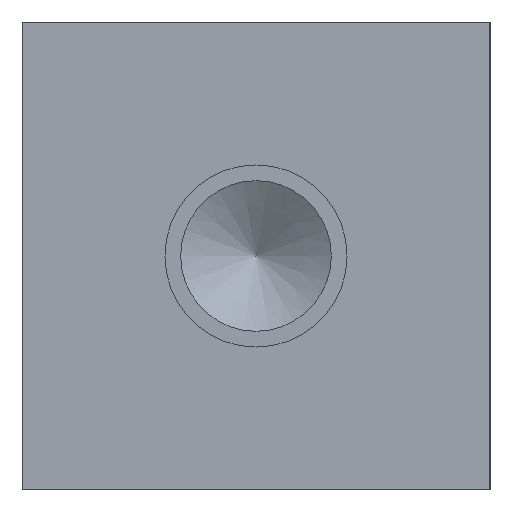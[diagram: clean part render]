
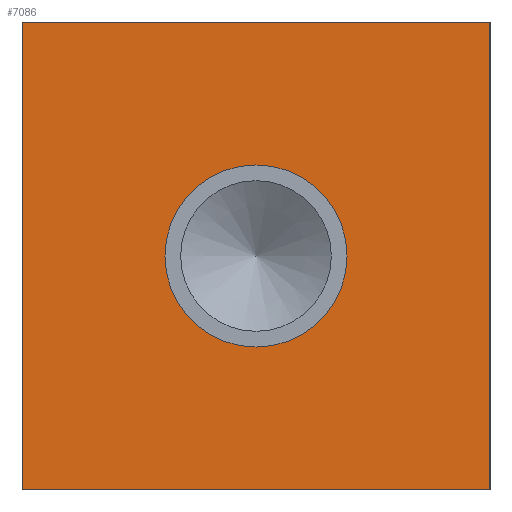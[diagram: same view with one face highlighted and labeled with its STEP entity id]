
A CAD part, left-side view. The second image highlights one B-rep face of the part: STEP entity #7086.
In plain terms, the highlighted planar face has unit normal (-1, 0, 0).
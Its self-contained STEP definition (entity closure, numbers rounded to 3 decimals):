
#154=CIRCLE('',#7463,8.649);
#155=CIRCLE('',#7464,8.649);
#208=FACE_BOUND('',#1212,.T.);
#437=PLANE('',#7466);
#798=FACE_OUTER_BOUND('',#1211,.T.);
#1211=EDGE_LOOP('',(#6305,#6306,#6307,#6308));
#1212=EDGE_LOOP('',(#6309,#6310));
#1480=LINE('',#10882,#2160);
#1900=LINE('',#12094,#2580);
#1901=LINE('',#12095,#2581);
#1902=LINE('',#12096,#2582);
#2160=VECTOR('',#7856,10.);
#2580=VECTOR('',#8868,10.);
#2581=VECTOR('',#8869,10.);
#2582=VECTOR('',#8870,10.);
#3060=VERTEX_POINT('',#10875);
#3063=VERTEX_POINT('',#10880);
#3428=VERTEX_POINT('',#12084);
#3429=VERTEX_POINT('',#12085);
#3430=VERTEX_POINT('',#12092);
#3431=VERTEX_POINT('',#12093);
#3860=EDGE_CURVE('',#3063,#3060,#1480,.T.);
#4392=EDGE_CURVE('',#3428,#3429,#154,.T.);
#4393=EDGE_CURVE('',#3429,#3428,#155,.T.);
#4396=EDGE_CURVE('',#3430,#3431,#1900,.T.);
#4397=EDGE_CURVE('',#3431,#3060,#1901,.T.);
#4398=EDGE_CURVE('',#3430,#3063,#1902,.T.);
#6305=ORIENTED_EDGE('',*,*,#4396,.T.);
#6306=ORIENTED_EDGE('',*,*,#4397,.T.);
#6307=ORIENTED_EDGE('',*,*,#3860,.F.);
#6308=ORIENTED_EDGE('',*,*,#4398,.F.);
#6309=ORIENTED_EDGE('',*,*,#4392,.T.);
#6310=ORIENTED_EDGE('',*,*,#4393,.T.);
#7086=ADVANCED_FACE('',(#798,#208),#437,.T.);
#7463=AXIS2_PLACEMENT_3D('',#12086,#8858,#8859);
#7464=AXIS2_PLACEMENT_3D('',#12087,#8860,#8861);
#7466=AXIS2_PLACEMENT_3D('',#12091,#8866,#8867);
#7856=DIRECTION('',(0.,-1.,0.));
#8858=DIRECTION('center_axis',(1.,0.,0.));
#8859=DIRECTION('ref_axis',(0.,1.,0.));
#8860=DIRECTION('center_axis',(1.,0.,0.));
#8861=DIRECTION('ref_axis',(0.,1.,0.));
#8866=DIRECTION('center_axis',(-1.,0.,0.));
#8867=DIRECTION('ref_axis',(0.,-1.,0.));
#8868=DIRECTION('',(0.,-1.,0.));
#8869=DIRECTION('',(0.,0.,1.));
#8870=DIRECTION('',(0.,0.,1.));
#10875=CARTESIAN_POINT('',(0.,0.,44.45));
#10880=CARTESIAN_POINT('',(0.,44.45,44.45));
#10882=CARTESIAN_POINT('',(0.,44.45,44.45));
#12084=CARTESIAN_POINT('',(0.,30.874,22.225));
#12085=CARTESIAN_POINT('',(0.,13.576,22.225));
#12086=CARTESIAN_POINT('Origin',(0.,22.225,22.225));
#12087=CARTESIAN_POINT('Origin',(0.,22.225,22.225));
#12091=CARTESIAN_POINT('Origin',(0.,44.45,0.));
#12092=CARTESIAN_POINT('',(0.,44.45,0.));
#12093=CARTESIAN_POINT('',(0.,0.,0.));
#12094=CARTESIAN_POINT('',(0.,44.45,0.));
#12095=CARTESIAN_POINT('',(0.,0.,0.));
#12096=CARTESIAN_POINT('',(0.,44.45,0.));
